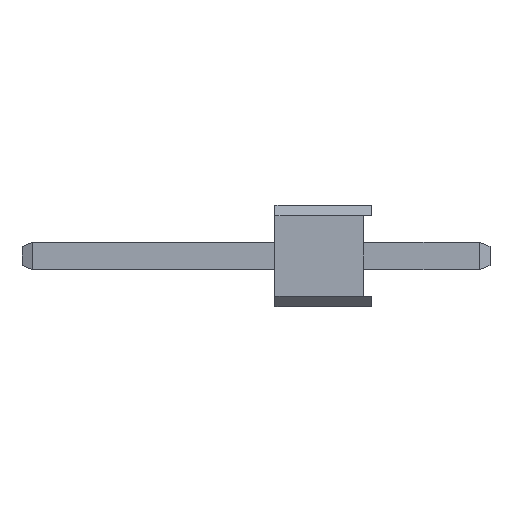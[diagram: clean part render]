
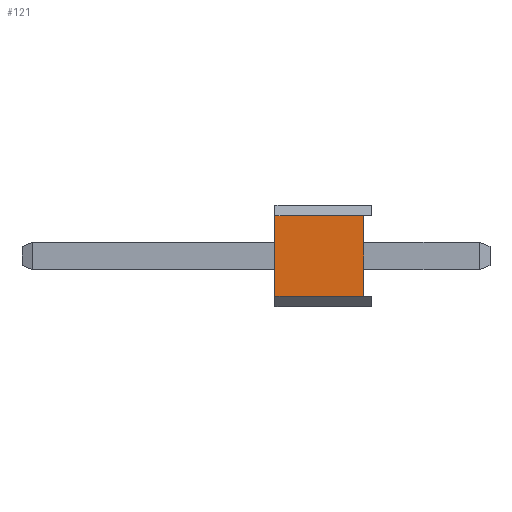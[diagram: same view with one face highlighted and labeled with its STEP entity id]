
A CAD part, left-side view. The second image highlights one B-rep face of the part: STEP entity #121.
In plain terms, the highlighted planar face has unit normal (-1, 0, 0).
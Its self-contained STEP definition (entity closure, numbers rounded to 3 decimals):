
#3 = AXIS2_PLACEMENT_3D ( 'NONE', #920, #568, #239 ) ;
#8 = DIRECTION ( 'NONE',  ( 0., 0., -1. ) ) ;
#97 = ORIENTED_EDGE ( 'NONE', *, *, #110, .T. ) ;
#110 = EDGE_CURVE ( 'NONE', #148, #911, #641, .T. ) ;
#121 = ADVANCED_FACE ( 'NONE', ( #1412 ), #591, .T. ) ;
#122 = CARTESIAN_POINT ( 'NONE',  ( -0.945, 5.3, 1.275 ) ) ;
#148 = VERTEX_POINT ( 'NONE', #485 ) ;
#175 = LINE ( 'NONE', #122, #1209 ) ;
#239 = DIRECTION ( 'NONE',  ( 0., 0., 1. ) ) ;
#241 = CARTESIAN_POINT ( 'NONE',  ( -0.945, 3.2, 1.275 ) ) ;
#246 = VECTOR ( 'NONE', #1260, 1000. ) ;
#265 = VECTOR ( 'NONE', #286, 1000. ) ;
#286 = DIRECTION ( 'NONE',  ( 0., 0., -1. ) ) ;
#452 = ORIENTED_EDGE ( 'NONE', *, *, #870, .T. ) ;
#482 = EDGE_LOOP ( 'NONE', ( #840, #817, #97, #452 ) ) ;
#485 = CARTESIAN_POINT ( 'NONE',  ( -0.945, 5.3, 1.275 ) ) ;
#547 = LINE ( 'NONE', #583, #246 ) ;
#568 = DIRECTION ( 'NONE',  ( -1., 0., 0. ) ) ;
#583 = CARTESIAN_POINT ( 'NONE',  ( -0.945, 5.3, -0.625 ) ) ;
#591 = PLANE ( 'NONE',  #3 ) ;
#639 = EDGE_CURVE ( 'NONE', #876, #148, #175, .T. ) ;
#641 = LINE ( 'NONE', #683, #1004 ) ;
#683 = CARTESIAN_POINT ( 'NONE',  ( -0.945, 5.3, -0.875 ) ) ;
#692 = CARTESIAN_POINT ( 'NONE',  ( -0.945, 5.3, -0.625 ) ) ;
#817 = ORIENTED_EDGE ( 'NONE', *, *, #639, .T. ) ;
#840 = ORIENTED_EDGE ( 'NONE', *, *, #1100, .F. ) ;
#870 = EDGE_CURVE ( 'NONE', #911, #1263, #547, .T. ) ;
#876 = VERTEX_POINT ( 'NONE', #241 ) ;
#905 = DIRECTION ( 'NONE',  ( 0., 1., 0. ) ) ;
#911 = VERTEX_POINT ( 'NONE', #692 ) ;
#920 = CARTESIAN_POINT ( 'NONE',  ( -0.945, 5.3, -0.875 ) ) ;
#1004 = VECTOR ( 'NONE', #8, 1000. ) ;
#1100 = EDGE_CURVE ( 'NONE', #876, #1263, #1178, .T. ) ;
#1178 = LINE ( 'NONE', #1427, #265 ) ;
#1209 = VECTOR ( 'NONE', #905, 1000. ) ;
#1237 = CARTESIAN_POINT ( 'NONE',  ( -0.945, 3.2, -0.625 ) ) ;
#1260 = DIRECTION ( 'NONE',  ( 0., -1., 0. ) ) ;
#1263 = VERTEX_POINT ( 'NONE', #1237 ) ;
#1412 = FACE_OUTER_BOUND ( 'NONE', #482, .T. ) ;
#1427 = CARTESIAN_POINT ( 'NONE',  ( -0.945, 3.2, -0.875 ) ) ;
